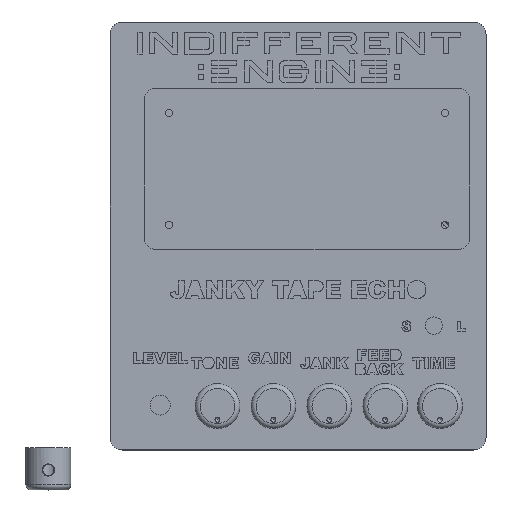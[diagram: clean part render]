
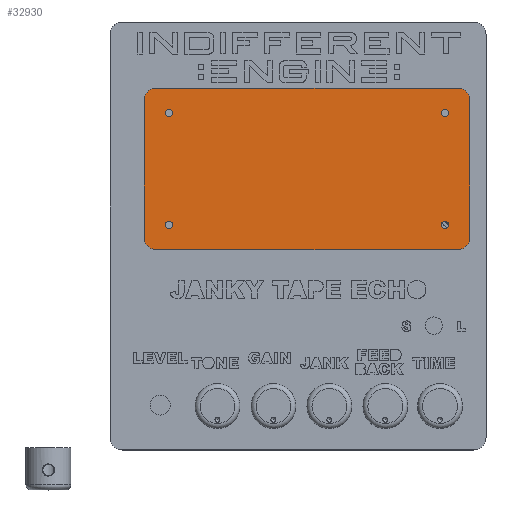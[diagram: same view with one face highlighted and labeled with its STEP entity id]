
A CAD part, top view. The second image highlights one B-rep face of the part: STEP entity #32930.
In plain terms, the highlighted planar face has unit normal (0, 0, 1).
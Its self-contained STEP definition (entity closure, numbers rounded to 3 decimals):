
#1199=CIRCLE('',#34600,5.);
#1208=CIRCLE('',#34612,5.);
#1209=CIRCLE('',#34615,5.);
#1210=CIRCLE('',#34618,5.);
#1211=CIRCLE('',#34620,1.5);
#1212=CIRCLE('',#34622,1.5);
#1213=CIRCLE('',#34624,1.5);
#1214=CIRCLE('',#34626,1.5);
#2217=FACE_BOUND('',#5658,.T.);
#2218=FACE_BOUND('',#5659,.T.);
#2219=FACE_BOUND('',#5660,.T.);
#2220=FACE_BOUND('',#5661,.T.);
#3739=FACE_OUTER_BOUND('',#5657,.T.);
#5657=EDGE_LOOP('',(#28628,#28629,#28630,#28631,#28632,#28633,#28634,#28635));
#5658=EDGE_LOOP('',(#28636));
#5659=EDGE_LOOP('',(#28637));
#5660=EDGE_LOOP('',(#28638));
#5661=EDGE_LOOP('',(#28639));
#8824=LINE('',#57309,#12252);
#8830=LINE('',#57337,#12258);
#8833=LINE('',#57345,#12261);
#8839=LINE('',#57367,#12267);
#12252=VECTOR('',#40375,10.);
#12258=VECTOR('',#40403,10.);
#12261=VECTOR('',#40412,10.);
#12267=VECTOR('',#40440,10.);
#15496=VERTEX_POINT('',#57296);
#15497=VERTEX_POINT('',#57297);
#15501=VERTEX_POINT('',#57307);
#15511=VERTEX_POINT('',#57331);
#15512=VERTEX_POINT('',#57335);
#15513=VERTEX_POINT('',#57339);
#15514=VERTEX_POINT('',#57343);
#15515=VERTEX_POINT('',#57347);
#15516=VERTEX_POINT('',#57351);
#15517=VERTEX_POINT('',#57355);
#15518=VERTEX_POINT('',#57359);
#15519=VERTEX_POINT('',#57363);
#19951=EDGE_CURVE('',#15496,#15497,#1199,.T.);
#19957=EDGE_CURVE('',#15496,#15501,#8824,.T.);
#19968=EDGE_CURVE('',#15511,#15501,#1208,.T.);
#19971=EDGE_CURVE('',#15511,#15512,#8830,.T.);
#19972=EDGE_CURVE('',#15513,#15512,#1209,.T.);
#19975=EDGE_CURVE('',#15513,#15514,#8833,.T.);
#19976=EDGE_CURVE('',#15515,#15514,#1210,.T.);
#19978=EDGE_CURVE('',#15516,#15516,#1211,.T.);
#19980=EDGE_CURVE('',#15517,#15517,#1212,.T.);
#19982=EDGE_CURVE('',#15518,#15518,#1213,.T.);
#19984=EDGE_CURVE('',#15519,#15519,#1214,.T.);
#19986=EDGE_CURVE('',#15515,#15497,#8839,.T.);
#28628=ORIENTED_EDGE('',*,*,#19951,.F.);
#28629=ORIENTED_EDGE('',*,*,#19957,.T.);
#28630=ORIENTED_EDGE('',*,*,#19968,.F.);
#28631=ORIENTED_EDGE('',*,*,#19971,.T.);
#28632=ORIENTED_EDGE('',*,*,#19972,.F.);
#28633=ORIENTED_EDGE('',*,*,#19975,.T.);
#28634=ORIENTED_EDGE('',*,*,#19976,.F.);
#28635=ORIENTED_EDGE('',*,*,#19986,.T.);
#28636=ORIENTED_EDGE('',*,*,#19984,.T.);
#28637=ORIENTED_EDGE('',*,*,#19982,.T.);
#28638=ORIENTED_EDGE('',*,*,#19980,.T.);
#28639=ORIENTED_EDGE('',*,*,#19978,.T.);
#31289=PLANE('',#34628);
#32930=ADVANCED_FACE('',(#3739,#2217,#2218,#2219,#2220),#31289,.T.);
#34600=AXIS2_PLACEMENT_3D('',#57298,#40365,#40366);
#34612=AXIS2_PLACEMENT_3D('',#57332,#40397,#40398);
#34615=AXIS2_PLACEMENT_3D('',#57340,#40406,#40407);
#34618=AXIS2_PLACEMENT_3D('',#57348,#40415,#40416);
#34620=AXIS2_PLACEMENT_3D('',#57352,#40420,#40421);
#34622=AXIS2_PLACEMENT_3D('',#57356,#40425,#40426);
#34624=AXIS2_PLACEMENT_3D('',#57360,#40430,#40431);
#34626=AXIS2_PLACEMENT_3D('',#57364,#40435,#40436);
#34628=AXIS2_PLACEMENT_3D('',#57368,#40441,#40442);
#40365=DIRECTION('center_axis',(0.,0.,-1.));
#40366=DIRECTION('ref_axis',(0.707,-0.707,0.));
#40375=DIRECTION('',(0.,1.,0.));
#40397=DIRECTION('center_axis',(0.,0.,-1.));
#40398=DIRECTION('ref_axis',(0.707,0.707,0.));
#40403=DIRECTION('',(-1.,0.,0.));
#40406=DIRECTION('center_axis',(0.,0.,-1.));
#40407=DIRECTION('ref_axis',(-0.707,0.707,0.));
#40412=DIRECTION('',(0.,-1.,0.));
#40415=DIRECTION('center_axis',(0.,0.,-1.));
#40416=DIRECTION('ref_axis',(-0.707,-0.707,0.));
#40420=DIRECTION('center_axis',(0.,0.,-1.));
#40421=DIRECTION('ref_axis',(-1.,0.,0.));
#40425=DIRECTION('center_axis',(0.,0.,-1.));
#40426=DIRECTION('ref_axis',(-1.,0.,0.));
#40430=DIRECTION('center_axis',(0.,0.,-1.));
#40431=DIRECTION('ref_axis',(-1.,0.,0.));
#40435=DIRECTION('center_axis',(0.,0.,-1.));
#40436=DIRECTION('ref_axis',(-1.,0.,0.));
#40440=DIRECTION('',(1.,0.,0.));
#40441=DIRECTION('center_axis',(0.,0.,1.));
#40442=DIRECTION('ref_axis',(-1.,0.,0.));
#57296=CARTESIAN_POINT('',(-66.5,62.5,1.));
#57297=CARTESIAN_POINT('',(-71.5,57.5,1.));
#57298=CARTESIAN_POINT('Origin',(-71.5,62.5,1.));
#57307=CARTESIAN_POINT('',(-66.5,117.5,1.));
#57309=CARTESIAN_POINT('',(-66.5,57.5,1.));
#57331=CARTESIAN_POINT('',(-71.5,122.5,1.));
#57332=CARTESIAN_POINT('Origin',(-71.5,117.5,1.));
#57335=CARTESIAN_POINT('',(-192.5,122.5,1.));
#57337=CARTESIAN_POINT('',(-66.5,122.5,1.));
#57339=CARTESIAN_POINT('',(-197.5,117.5,1.));
#57340=CARTESIAN_POINT('Origin',(-192.5,117.5,1.));
#57343=CARTESIAN_POINT('',(-197.5,62.5,1.));
#57345=CARTESIAN_POINT('',(-197.5,122.5,1.));
#57347=CARTESIAN_POINT('',(-192.5,57.5,1.));
#57348=CARTESIAN_POINT('Origin',(-192.5,62.5,1.));
#57351=CARTESIAN_POINT('',(-186.,67.5,1.));
#57352=CARTESIAN_POINT('Origin',(-187.5,67.5,1.));
#57355=CARTESIAN_POINT('',(-75.,112.5,1.));
#57356=CARTESIAN_POINT('Origin',(-76.5,112.5,1.));
#57359=CARTESIAN_POINT('',(-75.,67.5,1.));
#57360=CARTESIAN_POINT('Origin',(-76.5,67.5,1.));
#57363=CARTESIAN_POINT('',(-186.,112.5,1.));
#57364=CARTESIAN_POINT('Origin',(-187.5,112.5,1.));
#57367=CARTESIAN_POINT('',(-197.5,57.5,1.));
#57368=CARTESIAN_POINT('Origin',(-132.,90.,1.));
